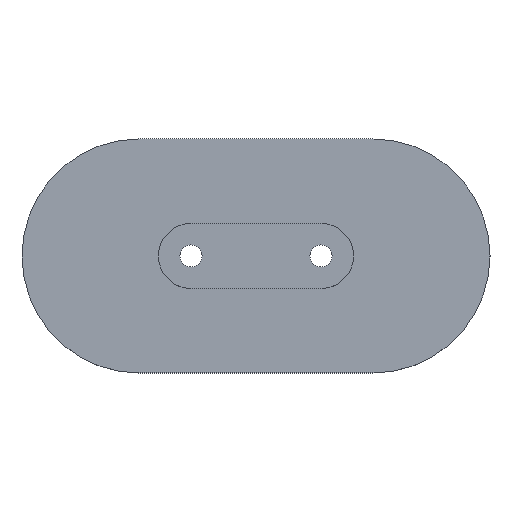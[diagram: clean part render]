
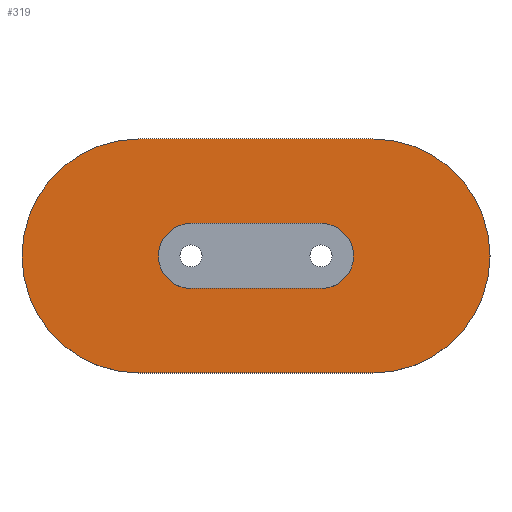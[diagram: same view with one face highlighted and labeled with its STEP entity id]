
A CAD part, top view. The second image highlights one B-rep face of the part: STEP entity #319.
In plain terms, the highlighted planar face has unit normal (0, 0, 1).
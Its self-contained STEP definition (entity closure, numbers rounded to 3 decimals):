
#14 = CARTESIAN_POINT ( 'NONE',  ( -18., 18., 3. ) ) ;
#15 = ORIENTED_EDGE ( 'NONE', *, *, #669, .F. ) ;
#18 = DIRECTION ( 'NONE',  ( 1., 0., 0. ) ) ;
#20 = EDGE_CURVE ( 'NONE', #372, #55, #647, .T. ) ;
#22 = CIRCLE ( 'NONE', #157, 5. ) ;
#23 = CARTESIAN_POINT ( 'NONE',  ( -18., 0., 3. ) ) ;
#25 = CARTESIAN_POINT ( 'NONE',  ( -18., -18., 3. ) ) ;
#54 = AXIS2_PLACEMENT_3D ( 'NONE', #23, #541, #338 ) ;
#55 = VERTEX_POINT ( 'NONE', #542 ) ;
#56 = CARTESIAN_POINT ( 'NONE',  ( -10., 5., 3. ) ) ;
#60 = DIRECTION ( 'NONE',  ( 1., 0., 0. ) ) ;
#63 = EDGE_LOOP ( 'NONE', ( #663, #524, #327, #222, #158 ) ) ;
#71 = CARTESIAN_POINT ( 'NONE',  ( 0., 18., 3. ) ) ;
#77 = DIRECTION ( 'NONE',  ( 1., 0., 0. ) ) ;
#81 = DIRECTION ( 'NONE',  ( 0., 0., 1. ) ) ;
#111 = PLANE ( 'NONE',  #345 ) ;
#114 = DIRECTION ( 'NONE',  ( 0., 0., 1. ) ) ;
#133 = VECTOR ( 'NONE', #18, 1000. ) ;
#145 = VECTOR ( 'NONE', #77, 1000. ) ;
#147 = CARTESIAN_POINT ( 'NONE',  ( -10., 0., 3. ) ) ;
#157 = AXIS2_PLACEMENT_3D ( 'NONE', #499, #291, #607 ) ;
#158 = ORIENTED_EDGE ( 'NONE', *, *, #508, .T. ) ;
#173 = ORIENTED_EDGE ( 'NONE', *, *, #282, .F. ) ;
#175 = CARTESIAN_POINT ( 'NONE',  ( 0., 5., 3. ) ) ;
#187 = AXIS2_PLACEMENT_3D ( 'NONE', #325, #648, #267 ) ;
#206 = VERTEX_POINT ( 'NONE', #456 ) ;
#211 = LINE ( 'NONE', #619, #568 ) ;
#217 = DIRECTION ( 'NONE',  ( 1., 0., 0. ) ) ;
#222 = ORIENTED_EDGE ( 'NONE', *, *, #537, .T. ) ;
#239 = DIRECTION ( 'NONE',  ( 1., 0., 0. ) ) ;
#253 = VERTEX_POINT ( 'NONE', #395 ) ;
#265 = DIRECTION ( 'NONE',  ( 1., 0., 0. ) ) ;
#267 = DIRECTION ( 'NONE',  ( 1., 0., 0. ) ) ;
#279 = CARTESIAN_POINT ( 'NONE',  ( 18., 0., 3. ) ) ;
#282 = EDGE_CURVE ( 'NONE', #206, #379, #211, .T. ) ;
#291 = DIRECTION ( 'NONE',  ( 0., 0., 1. ) ) ;
#293 = AXIS2_PLACEMENT_3D ( 'NONE', #147, #81, #495 ) ;
#317 = ORIENTED_EDGE ( 'NONE', *, *, #381, .F. ) ;
#318 = CARTESIAN_POINT ( 'NONE',  ( 18., -18., 3. ) ) ;
#319 = ADVANCED_FACE ( 'NONE', ( #622, #578 ), #111, .T. ) ;
#325 = CARTESIAN_POINT ( 'NONE',  ( -18., 0., 3. ) ) ;
#327 = ORIENTED_EDGE ( 'NONE', *, *, #494, .F. ) ;
#329 = CIRCLE ( 'NONE', #355, 18. ) ;
#338 = DIRECTION ( 'NONE',  ( 1., 0., 0. ) ) ;
#345 = AXIS2_PLACEMENT_3D ( 'NONE', #359, #470, #265 ) ;
#355 = AXIS2_PLACEMENT_3D ( 'NONE', #279, #478, #217 ) ;
#359 = CARTESIAN_POINT ( 'NONE',  ( 0., 0., 3. ) ) ;
#360 = VERTEX_POINT ( 'NONE', #14 ) ;
#365 = VERTEX_POINT ( 'NONE', #318 ) ;
#372 = VERTEX_POINT ( 'NONE', #56 ) ;
#379 = VERTEX_POINT ( 'NONE', #523 ) ;
#381 = EDGE_CURVE ( 'NONE', #379, #55, #406, .T. ) ;
#382 = VECTOR ( 'NONE', #239, 1000. ) ;
#394 = CARTESIAN_POINT ( 'NONE',  ( 0., -18., 3. ) ) ;
#395 = CARTESIAN_POINT ( 'NONE',  ( 18., 18., 3. ) ) ;
#406 = CIRCLE ( 'NONE', #498, 5. ) ;
#419 = VERTEX_POINT ( 'NONE', #591 ) ;
#445 = EDGE_CURVE ( 'NONE', #365, #253, #329, .T. ) ;
#456 = CARTESIAN_POINT ( 'NONE',  ( -10., -5., 3. ) ) ;
#470 = DIRECTION ( 'NONE',  ( 0., 0., 1. ) ) ;
#473 = CARTESIAN_POINT ( 'NONE',  ( 10., 0., 3. ) ) ;
#474 = VERTEX_POINT ( 'NONE', #25 ) ;
#478 = DIRECTION ( 'NONE',  ( 0., 0., 1. ) ) ;
#482 = CIRCLE ( 'NONE', #187, 18. ) ;
#492 = CIRCLE ( 'NONE', #293, 5. ) ;
#494 = EDGE_CURVE ( 'NONE', #360, #253, #597, .T. ) ;
#495 = DIRECTION ( 'NONE',  ( 1., 0., 0. ) ) ;
#498 = AXIS2_PLACEMENT_3D ( 'NONE', #473, #114, #60 ) ;
#499 = CARTESIAN_POINT ( 'NONE',  ( -10., 0., 3. ) ) ;
#508 = EDGE_CURVE ( 'NONE', #666, #474, #548, .T. ) ;
#523 = CARTESIAN_POINT ( 'NONE',  ( 10., -5., 3. ) ) ;
#524 = ORIENTED_EDGE ( 'NONE', *, *, #445, .T. ) ;
#537 = EDGE_CURVE ( 'NONE', #360, #666, #482, .T. ) ;
#541 = DIRECTION ( 'NONE',  ( 0., 0., 1. ) ) ;
#542 = CARTESIAN_POINT ( 'NONE',  ( 10., 5., 3. ) ) ;
#548 = CIRCLE ( 'NONE', #54, 18. ) ;
#552 = ORIENTED_EDGE ( 'NONE', *, *, #585, .F. ) ;
#568 = VECTOR ( 'NONE', #570, 1000. ) ;
#570 = DIRECTION ( 'NONE',  ( 1., 0., 0. ) ) ;
#578 = FACE_OUTER_BOUND ( 'NONE', #63, .T. ) ;
#585 = EDGE_CURVE ( 'NONE', #372, #419, #22, .T. ) ;
#591 = CARTESIAN_POINT ( 'NONE',  ( -15., 0., 3. ) ) ;
#597 = LINE ( 'NONE', #71, #133 ) ;
#607 = DIRECTION ( 'NONE',  ( 1., 0., 0. ) ) ;
#614 = LINE ( 'NONE', #394, #382 ) ;
#619 = CARTESIAN_POINT ( 'NONE',  ( 0., -5., 3. ) ) ;
#622 = FACE_BOUND ( 'NONE', #630, .T. ) ;
#628 = ORIENTED_EDGE ( 'NONE', *, *, #20, .T. ) ;
#630 = EDGE_LOOP ( 'NONE', ( #317, #173, #15, #552, #628 ) ) ;
#647 = LINE ( 'NONE', #175, #145 ) ;
#648 = DIRECTION ( 'NONE',  ( 0., 0., 1. ) ) ;
#650 = CARTESIAN_POINT ( 'NONE',  ( -36., 0., 3. ) ) ;
#655 = EDGE_CURVE ( 'NONE', #474, #365, #614, .T. ) ;
#663 = ORIENTED_EDGE ( 'NONE', *, *, #655, .T. ) ;
#666 = VERTEX_POINT ( 'NONE', #650 ) ;
#669 = EDGE_CURVE ( 'NONE', #419, #206, #492, .T. ) ;
